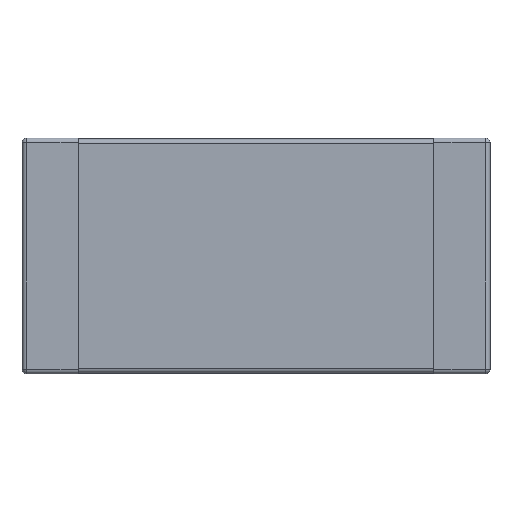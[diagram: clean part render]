
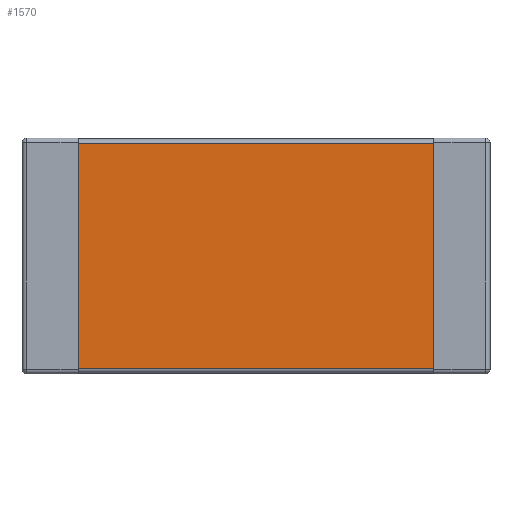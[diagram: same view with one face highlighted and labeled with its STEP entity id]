
A CAD part, top view. The second image highlights one B-rep face of the part: STEP entity #1570.
In plain terms, the highlighted planar face has unit normal (0, 0, 1).
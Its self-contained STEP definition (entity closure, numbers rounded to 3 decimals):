
#115 = CARTESIAN_POINT ( 'NONE',  ( -1.9, 1.2, 0.69 ) ) ;
#223 = DIRECTION ( 'NONE',  ( 0., 0., -1. ) ) ;
#239 = VECTOR ( 'NONE', #1748, 1000. ) ;
#257 = ORIENTED_EDGE ( 'NONE', *, *, #824, .F. ) ;
#330 = CARTESIAN_POINT ( 'NONE',  ( 1.9, 1.25, 0.69 ) ) ;
#335 = EDGE_CURVE ( 'NONE', #463, #1788, #1883, .T. ) ;
#338 = LINE ( 'NONE', #609, #906 ) ;
#376 = EDGE_CURVE ( 'NONE', #548, #1788, #338, .T. ) ;
#426 = DIRECTION ( 'NONE',  ( -1., 0., 0. ) ) ;
#454 = AXIS2_PLACEMENT_3D ( 'NONE', #1845, #223, #426 ) ;
#463 = VERTEX_POINT ( 'NONE', #743 ) ;
#520 = VERTEX_POINT ( 'NONE', #1247 ) ;
#548 = VERTEX_POINT ( 'NONE', #1490 ) ;
#601 = DIRECTION ( 'NONE',  ( 0., -1., 0. ) ) ;
#609 = CARTESIAN_POINT ( 'NONE',  ( -1.9, 1.25, 0.69 ) ) ;
#630 = DIRECTION ( 'NONE',  ( 0., 1., 0. ) ) ;
#656 = EDGE_CURVE ( 'NONE', #548, #520, #992, .T. ) ;
#661 = PLANE ( 'NONE',  #454 ) ;
#743 = CARTESIAN_POINT ( 'NONE',  ( 1.9, 1.2, 0.69 ) ) ;
#824 = EDGE_CURVE ( 'NONE', #463, #520, #1804, .T. ) ;
#906 = VECTOR ( 'NONE', #630, 1000. ) ;
#992 = LINE ( 'NONE', #1565, #1340 ) ;
#1001 = DIRECTION ( 'NONE',  ( 1., 0., 0. ) ) ;
#1118 = FACE_OUTER_BOUND ( 'NONE', #1798, .T. ) ;
#1218 = ORIENTED_EDGE ( 'NONE', *, *, #335, .T. ) ;
#1247 = CARTESIAN_POINT ( 'NONE',  ( 1.9, -1.2, 0.69 ) ) ;
#1270 = ORIENTED_EDGE ( 'NONE', *, *, #656, .T. ) ;
#1340 = VECTOR ( 'NONE', #1001, 1000. ) ;
#1490 = CARTESIAN_POINT ( 'NONE',  ( -1.9, -1.2, 0.69 ) ) ;
#1502 = VECTOR ( 'NONE', #601, 1000. ) ;
#1543 = ORIENTED_EDGE ( 'NONE', *, *, #376, .F. ) ;
#1565 = CARTESIAN_POINT ( 'NONE',  ( 1.9, -1.2, 0.69 ) ) ;
#1570 = ADVANCED_FACE ( 'NONE', ( #1118 ), #661, .F. ) ;
#1611 = CARTESIAN_POINT ( 'NONE',  ( -1.9, 1.2, 0.69 ) ) ;
#1748 = DIRECTION ( 'NONE',  ( -1., 0., 0. ) ) ;
#1788 = VERTEX_POINT ( 'NONE', #1611 ) ;
#1798 = EDGE_LOOP ( 'NONE', ( #257, #1218, #1543, #1270 ) ) ;
#1804 = LINE ( 'NONE', #330, #1502 ) ;
#1845 = CARTESIAN_POINT ( 'NONE',  ( -2.5, 1.25, 0.69 ) ) ;
#1883 = LINE ( 'NONE', #115, #239 ) ;
